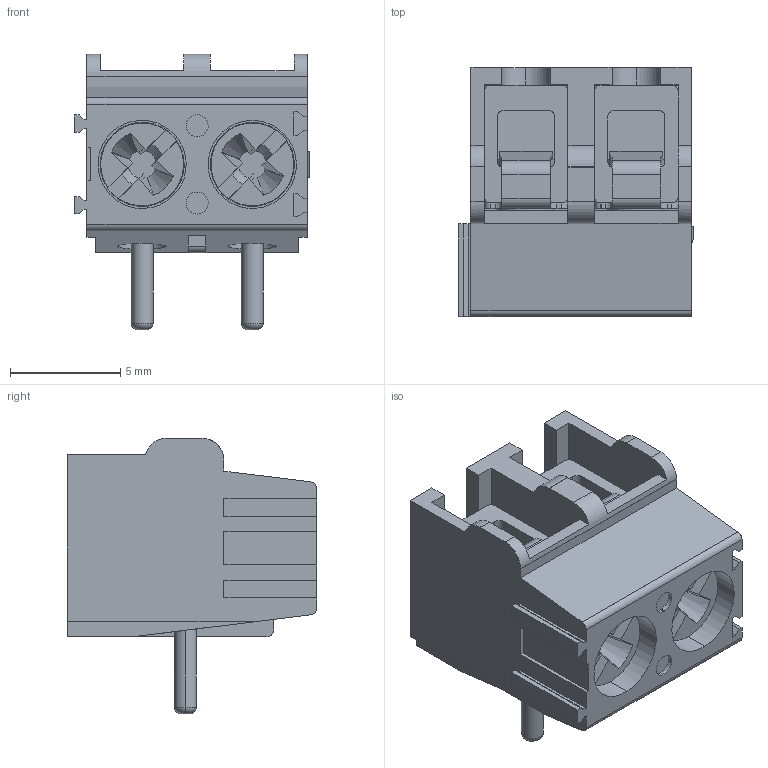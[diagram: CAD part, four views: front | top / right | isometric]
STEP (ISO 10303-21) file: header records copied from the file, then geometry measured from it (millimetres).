
FILE_DESCRIPTION(('STEP AP214'),'1');
FILE_NAME('cctmp_24120463-ECDA-4D50-9668-362511446DDB_2024_12_03_11_12_13_0066_10588..stp','2024-12-03T11:12:13',('PHOENIX CONTACT Deutschland GmbH'),('CADClick - www.CADClick.com'),'Spatial InterOp 3D',' ','unknown authorization');
FILE_SCHEMA(('AUTOMOTIVE_DESIGN'));
Length unit declared in the file: millimetre
Products named in the file (6): 2024_12_03_11_12_12_0831; 2024_12_03_11_12_13_0066; 2024_12_03_11_12_13_0050; 2024_12_03_11_12_13_0034; 2024_12_03_11_12_13_0019; 2024_12_03_11_12_13_0003
Assembly tree (5 placements, depth 2):
  2024_12_03_11_12_12_0831
    2024_12_03_11_12_13_0066
    2024_12_03_11_12_13_0050
    2024_12_03_11_12_13_0034
    2024_12_03_11_12_13_0019
    2024_12_03_11_12_13_0003
Bounding box: 10.67 x 11.3 x 12.5 mm (x, y, z)
Volume: 633.2 mm3; surface area: 1496 mm2
Topology: 5 solids, 5 shells, 374 faces, 1081 edges, 718 vertices
Faces by surface type: cylinder 170, plane 168, cone 24, torus 12
Entity records: 26466 total; most frequent: CARTESIAN_POINT 5965, ORIENTED_EDGE 2162, DIRECTION 2041, STYLED_ITEM 1859, PRESENTATION_STYLE_ASSIGNMENT 1859, COLOUR_RGB 1859, EDGE_CURVE 1081, CURVE_STYLE 974
